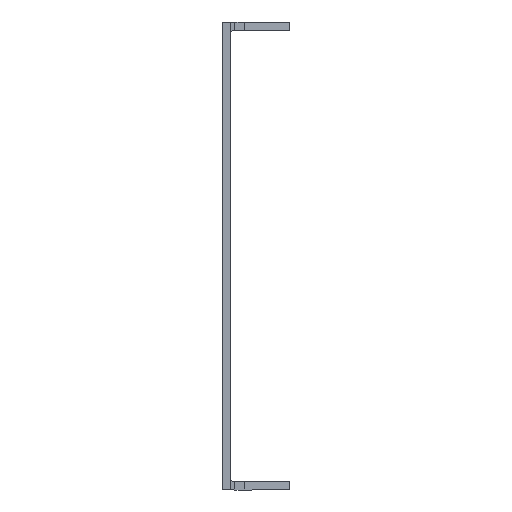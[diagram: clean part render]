
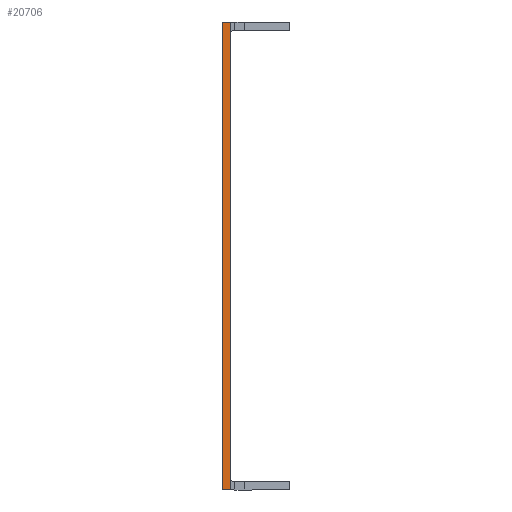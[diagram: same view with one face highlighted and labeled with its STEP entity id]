
A CAD part, left-side view. The second image highlights one B-rep face of the part: STEP entity #20706.
In plain terms, the highlighted planar face has unit normal (-1, 0, 0).
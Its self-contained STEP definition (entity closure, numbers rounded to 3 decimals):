
#14873 = CARTESIAN_POINT ( 'NONE',  ( -9.5, 0.06, -1.74 ) ) ;
#14996 = DIRECTION ( 'NONE',  ( 0., 0., 1. ) ) ;
#14997 = VECTOR ( 'NONE', #14996, 39.37 ) ;
#14998 = CARTESIAN_POINT ( 'NONE',  ( -9.5, 0.06, 1.74 ) ) ;
#14999 = LINE ( 'NONE', #14998, #14997 ) ;
#15015 = CARTESIAN_POINT ( 'NONE',  ( -9.5, 0.06, 1.74 ) ) ;
#16842 = PLANE ( 'NONE',  #16886 ) ;
#16863 = CARTESIAN_POINT ( 'NONE',  ( -9.5, -38.632, -1.74 ) ) ;
#16864 = LINE ( 'NONE', #16863, #16882 ) ;
#16865 = DIRECTION ( 'NONE',  ( 0., 0., 1. ) ) ;
#16867 = DIRECTION ( 'NONE',  ( -1., 0., 0. ) ) ;
#16868 = CARTESIAN_POINT ( 'NONE',  ( -9.5, -38.632, 1.74 ) ) ;
#16870 = DIRECTION ( 'NONE',  ( 0., 1., 0. ) ) ;
#16871 = VECTOR ( 'NONE', #16870, 39.37 ) ;
#16872 = CARTESIAN_POINT ( 'NONE',  ( -9.5, -38.632, 1.74 ) ) ;
#16874 = LINE ( 'NONE', #16872, #16871 ) ;
#16878 = FACE_OUTER_BOUND ( 'NONE', #20703, .T. ) ;
#16881 = DIRECTION ( 'NONE',  ( 0., 1., 0. ) ) ;
#16882 = VECTOR ( 'NONE', #16881, 39.37 ) ;
#16886 = AXIS2_PLACEMENT_3D ( 'NONE', #16868, #16867, #16865 ) ;
#19498 = VERTEX_POINT ( 'NONE', #14873 ) ;
#19564 = VERTEX_POINT ( 'NONE', #15015 ) ;
#19569 = EDGE_CURVE ( 'NONE', #19498, #19564, #14999, .T. ) ;
#20698 = EDGE_CURVE ( 'NONE', #39421, #19564, #16874, .T. ) ;
#20700 = ORIENTED_EDGE ( 'NONE', *, *, #19569, .F. ) ;
#20702 = ORIENTED_EDGE ( 'NONE', *, *, #20707, .F. ) ;
#20703 = EDGE_LOOP ( 'NONE', ( #20700, #20702, #20710, #20711 ) ) ;
#20706 = ADVANCED_FACE ( 'NONE', ( #16878 ), #16842, .T. ) ;
#20707 = EDGE_CURVE ( 'NONE', #39601, #19498, #16864, .T. ) ;
#20710 = ORIENTED_EDGE ( 'NONE', *, *, #39555, .T. ) ;
#20711 = ORIENTED_EDGE ( 'NONE', *, *, #20698, .T. ) ;
#29834 = CARTESIAN_POINT ( 'NONE',  ( -9.5, 0., 1.74 ) ) ;
#29857 = LINE ( 'NONE', #29897, #29896 ) ;
#29886 = CARTESIAN_POINT ( 'NONE',  ( -9.5, 0., -1.74 ) ) ;
#29895 = DIRECTION ( 'NONE',  ( 0., 0., 1. ) ) ;
#29896 = VECTOR ( 'NONE', #29895, 39.37 ) ;
#29897 = CARTESIAN_POINT ( 'NONE',  ( -9.5, 0., 1.74 ) ) ;
#39421 = VERTEX_POINT ( 'NONE', #29834 ) ;
#39555 = EDGE_CURVE ( 'NONE', #39601, #39421, #29857, .T. ) ;
#39601 = VERTEX_POINT ( 'NONE', #29886 ) ;
